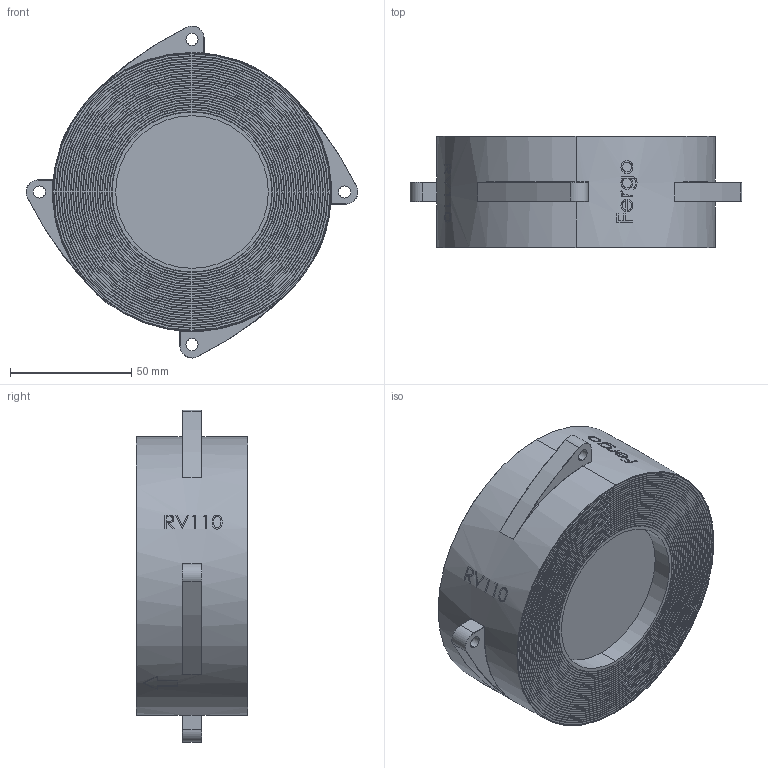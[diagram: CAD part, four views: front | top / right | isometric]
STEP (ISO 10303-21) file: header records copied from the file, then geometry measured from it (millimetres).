
FILE_DESCRIPTION (( 'STEP AP214' ), '1' );
FILE_NAME ('RV110-DN65-PN40-Disco-Rückschlagventil-Fergo.STEP', '2022-11-03T13:41:46', ( '' ), ( '' ), 'SwSTEP 2.0', 'SolidWorks 2022', '' );
FILE_SCHEMA (( 'AUTOMOTIVE_DESIGN' ));
Length unit declared in the file: millimetre
Products named in the file (1): RV110-DN65-PN40-Disco-Rückschlagventil-Fergo
Bounding box: 136.99 x 46 x 137 mm (x, y, z)
Volume: 443834.7 mm3; surface area: 44978.7 mm2
Topology: 1 solids, 1 shells, 273 faces, 739 edges, 538 vertices
Faces by surface type: torus 114, plane 72, cylinder 69, bspline 18
Entity records: 12930 total; most frequent: CARTESIAN_POINT 6028, ORIENTED_EDGE 1462, DIRECTION 1408, EDGE_CURVE 731, AXIS2_PLACEMENT_3D 662, VERTEX_POINT 538, CIRCLE 406, EDGE_LOOP 359
